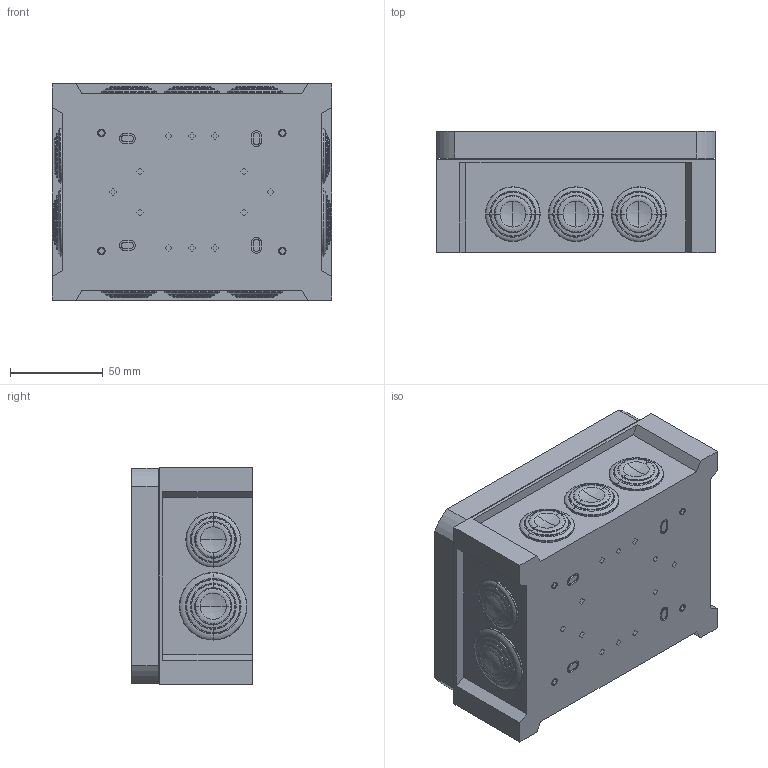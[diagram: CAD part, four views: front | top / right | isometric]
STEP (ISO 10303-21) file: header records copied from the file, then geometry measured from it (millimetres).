
FILE_DESCRIPTION (( 'STEP AP214' ), '1' );
FILE_NAME ('7205529.STEP', '2018-06-28T14:46:50', ( '' ), ( '' ), 'SwSTEP 2.0', 'SolidWorks 2016', '' );
FILE_SCHEMA (( 'AUTOMOTIVE_DESIGN' ));
Length unit declared in the file: millimetre
Products named in the file (15): 062198_Standard; ED540-02_02T100-ohne-VDE; 0069005_Standard; 0068977_OR; ED540-01_gro疇 Einf”rungen; 7205529; 121643; 084520_7205700-4mmý; P_0000008181_1_M3; 084461_7205700T2; 084460_7205700T1; 062199_Standard; P_0000005961_1_Standard; 062246_Standard; P_39409373_1_Standard
Assembly tree (27 placements, depth 4):
  7205529
    ED540-01_gro疇 Einf”rungen
    0068977_OR  x8
    0069005_Standard  x2
    ED540-02_02T100-ohne-VDE
    121643
      062246_Standard
        062198_Standard
        P_39409373_1_Standard
      P_0000005961_1_Standard  x2
      062199_Standard
      084520_7205700-4mmý  x4
        084460_7205700T1
        084461_7205700T2
        P_0000008181_1_M3
Bounding box: 150.75 x 65.15 x 116.6 mm (x, y, z)
Volume: 483632.7 mm3; surface area: 179053.7 mm2
Topology: 33 solids, 39 shells, 1287 faces, 3124 edges, 1954 vertices
Faces by surface type: plane 557, cylinder 296, cone 234, torus 180, sphere 20
Entity records: 22264 total; most frequent: CARTESIAN_POINT 3856, DIRECTION 3790, ORIENTED_EDGE 3644, EDGE_CURVE 1822, VECTOR 1272, LINE 1272, AXIS2_PLACEMENT_3D 1259, VERTEX_POINT 1181
